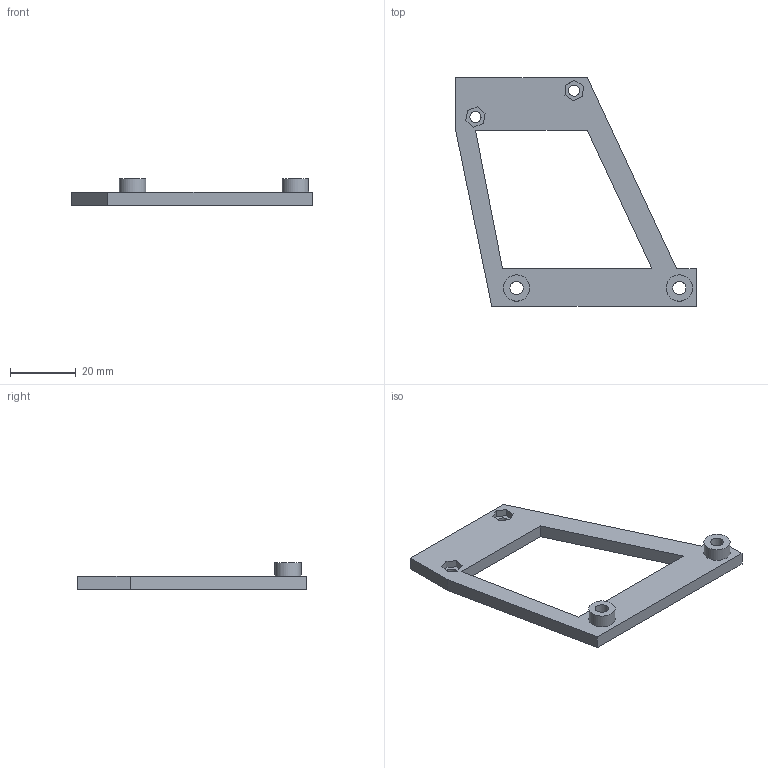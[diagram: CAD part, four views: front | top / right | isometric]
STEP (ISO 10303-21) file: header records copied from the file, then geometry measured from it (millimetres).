
FILE_DESCRIPTION(/* description */ ('STEP AP242','CAx-IF Rec.Pracs.---Representation and Presentation of Product Manufacturing Information (PMI)---4.0---2014-10-13','CAx-IF Rec.Pracs.---3D Tessellated Geometry---0.4---2014-09-14','2;1'),/* implementation_level */ '2;1');
FILE_NAME(/* name */ '620ce98da3cbfa3f4110a647',/* time_stamp */ '2022-02-16T12:09:49+00:00',/* author */ (''),/* organization */ (''),/* preprocessor_version */ 'ST-DEVELOPER v18.101',/* originating_system */ ' ',/* authorisation */ ' ');
FILE_SCHEMA (('AP242_MANAGED_MODEL_BASED_3D_ENGINEERING_MIM_LF { 1 0 10303 442 1 1 4 }'));
Length unit declared in the file: metre
Products named in the file (1): psu_mount_top_v2
Bounding box: 73.14 x 69.6 x 8 mm (x, y, z)
Volume: 7928.5 mm3; surface area: 6075 mm2
Topology: 1 solids, 1 shells, 37 faces, 91 edges, 60 vertices
Faces by surface type: plane 29, cylinder 6, torus 2
Full cylindrical faces by diameter (mm): 3.4 x2, 4 x2, 8 x2
Entity records: 1085 total; most frequent: CARTESIAN_POINT 181, DIRECTION 173, ORIENTED_EDGE 166, EDGE_CURVE 83, LINE 69, VECTOR 69, VERTEX_POINT 60, EDGE_LOOP 59
